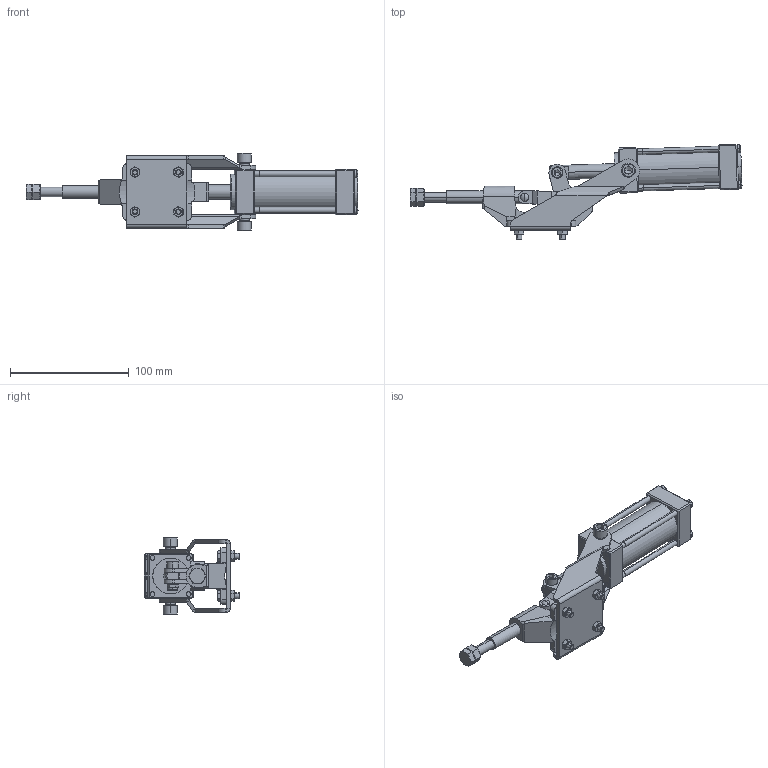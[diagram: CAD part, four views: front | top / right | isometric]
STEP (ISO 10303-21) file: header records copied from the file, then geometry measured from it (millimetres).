
FILE_DESCRIPTION (( 'STEP AP214' ), '1' );
FILE_NAME ('GH-36003-A(Â²¤Æ)-1.STEP', '2020-07-24T03:16:07', ( 'LinWei' ), ( '' ), 'SwSTEP 2.0', 'SolidWorks 2016', '' );
FILE_SCHEMA (( 'AUTOMOTIVE_DESIGN' ));
Length unit declared in the file: millimetre
Products named in the file (8): Group8^GH-36003-A(簡化)-1; Group7^GH-36003-A(簡化)-1; Group5^GH-36003-A(簡化)-1; Group2^GH-36003-A(簡化)-1; Group1^GH-36003-A(簡化)-1; GH-36003-A(簡化)-1; 436003M33-1^GH-36003-A(簡化)-1; 36003-CYLINDER-1^GH-36003-A(簡化)-1
Assembly tree (7 placements, depth 2):
  GH-36003-A(簡化)-1
    Group1^GH-36003-A(簡化)-1
    Group2^GH-36003-A(簡化)-1
    Group5^GH-36003-A(簡化)-1
    Group7^GH-36003-A(簡化)-1
    Group8^GH-36003-A(簡化)-1
    36003-CYLINDER-1^GH-36003-A(簡化)-1
    436003M33-1^GH-36003-A(簡化)-1
Bounding box: 279 x 80.29 x 65.47 mm (x, y, z)
Volume: 175270.6 mm3; surface area: 77613.4 mm2
Topology: 8 solids, 9 shells, 732 faces, 1734 edges, 1068 vertices
Faces by surface type: plane 403, cylinder 185, cone 102, torus 20, sphere 14, bspline 8
Entity records: 25485 total; most frequent: CARTESIAN_POINT 5107, DIRECTION 3569, ORIENTED_EDGE 3448, EDGE_CURVE 1724, AXIS2_PLACEMENT_3D 1326, VERTEX_POINT 1068, VECTOR 917, LINE 917
